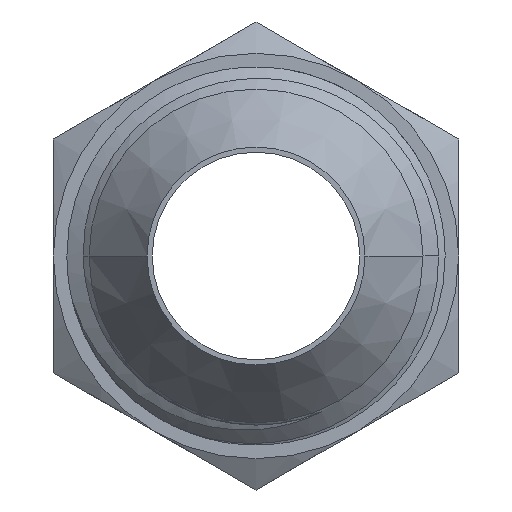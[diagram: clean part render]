
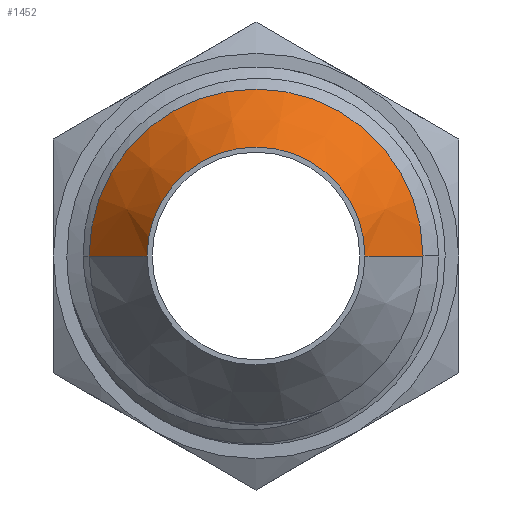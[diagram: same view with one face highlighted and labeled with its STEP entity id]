
A CAD part, left-side view. The second image highlights one B-rep face of the part: STEP entity #1452.
In plain terms, the highlighted conical face has half-angle 37 degrees and reference radius 0.386 mm.
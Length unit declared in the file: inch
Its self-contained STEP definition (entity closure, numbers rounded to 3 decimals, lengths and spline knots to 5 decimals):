
#113=CONICAL_SURFACE('',#1551,0.0152,0.646);
#171=FACE_OUTER_BOUND('',#260,.T.);
#260=EDGE_LOOP('',(#985,#986,#987,#988));
#348=CIRCLE('',#1550,0.0152);
#349=CIRCLE('',#1552,0.00992);
#452=LINE('',#2270,#516);
#453=LINE('',#2271,#517);
#516=VECTOR('',#1707,1.55);
#517=VECTOR('',#1708,1.55);
#588=VERTEX_POINT('',#2261);
#589=VERTEX_POINT('',#2262);
#590=VERTEX_POINT('',#2267);
#591=VERTEX_POINT('',#2268);
#742=EDGE_CURVE('',#588,#589,#348,.T.);
#745=EDGE_CURVE('',#590,#591,#349,.T.);
#746=EDGE_CURVE('',#591,#589,#452,.T.);
#747=EDGE_CURVE('',#590,#588,#453,.T.);
#985=ORIENTED_EDGE('',*,*,#745,.T.);
#986=ORIENTED_EDGE('',*,*,#746,.T.);
#987=ORIENTED_EDGE('',*,*,#742,.F.);
#988=ORIENTED_EDGE('',*,*,#747,.F.);
#1452=ADVANCED_FACE('',(#171),#113,.T.);
#1550=AXIS2_PLACEMENT_3D('',#2263,#1699,#1700);
#1551=AXIS2_PLACEMENT_3D('',#2266,#1703,#1704);
#1552=AXIS2_PLACEMENT_3D('',#2269,#1705,#1706);
#1699=DIRECTION('center_axis',(-1.,0.,0.));
#1700=DIRECTION('ref_axis',(0.,0.,1.));
#1703=DIRECTION('center_axis',(-1.,0.,0.));
#1704=DIRECTION('ref_axis',(0.,0.,1.));
#1705=DIRECTION('center_axis',(-1.,0.,0.));
#1706=DIRECTION('ref_axis',(0.,0.,1.));
#1707=DIRECTION('',(-0.799,0.,-0.602));
#1708=DIRECTION('',(-0.799,0.,0.602));
#2261=CARTESIAN_POINT('',(0.0302,0.,0.0152));
#2262=CARTESIAN_POINT('',(0.0302,0.,-0.0152));
#2263=CARTESIAN_POINT('Origin',(0.0302,0.,
0.));
#2266=CARTESIAN_POINT('Origin',(0.0302,0.,
0.));
#2267=CARTESIAN_POINT('',(0.0372,0.,0.00992));
#2268=CARTESIAN_POINT('',(0.0372,0.,-0.00992));
#2269=CARTESIAN_POINT('Origin',(0.0372,0.,
0.));
#2270=CARTESIAN_POINT('',(0.0302,0.,-0.0152));
#2271=CARTESIAN_POINT('',(0.0302,0.,0.0152));
